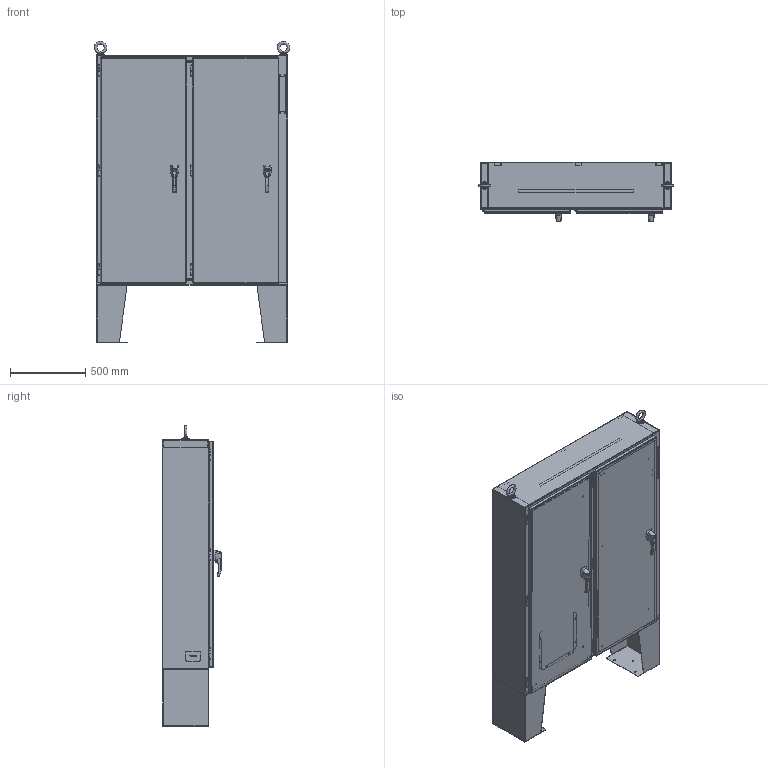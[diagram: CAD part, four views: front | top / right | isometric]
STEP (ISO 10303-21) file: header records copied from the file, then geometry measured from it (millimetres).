
FILE_DESCRIPTION (( 'STEP AP214' ), '1' );
FILE_NAME ('2UD605012FFTC.STEP', '2019-07-17T22:40:53', ( '' ), ( '' ), 'SwSTEP 2.0', 'SolidWorks 2018', '' );
FILE_SCHEMA (( 'AUTOMOTIVE_DESIGN' ));
Length unit declared in the file: inch
Products named in the file (1): 2UD605012FFTC
Bounding box: 1298.47 x 392.82 x 2001.46 mm (x, y, z)
Volume: 30918312 mm3; surface area: 19839693.6 mm2
Topology: 217 solids, 217 shells, 3615 faces, 8592 edges, 5499 vertices
Faces by surface type: plane 2042, cylinder 1041, bspline 382, cone 139, torus 11
Full cylindrical faces by diameter (mm): 3.68 x4, 3.81 x4, 4.249 x2, 4.394 x2, 4.75 x5, 4.775 x4, 4.928 x1, 4.976 x10, 4.978 x3, 5.08 x2, 5.105 x6, 5.842 x2, 5.893 x2, 5.918 x2, 6.248 x8, 6.35 x51, 6.477 x5, 6.528 x10, 6.731 x2, 6.756 x3, 7.112 x10, 7.137 x19, 7.163 x4, 7.366 x2, 7.442 x6, 7.805 x11, 7.937 x6, 7.95 x16, 8.128 x2, 8.255 x2
Entity records: 175487 total; most frequent: CARTESIAN_POINT 46218, ORIENTED_EDGE 15860, DIRECTION 15452, EDGE_CURVE 7930, AXIS2_PLACEMENT_3D 5476, VERTEX_POINT 5458, EDGE_LOOP 4768, LINE 4500
